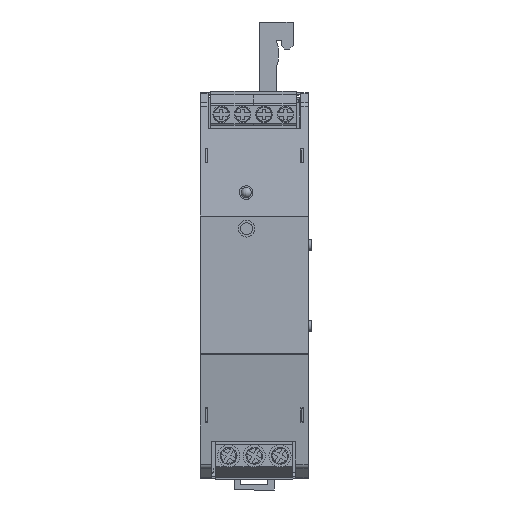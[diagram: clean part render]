
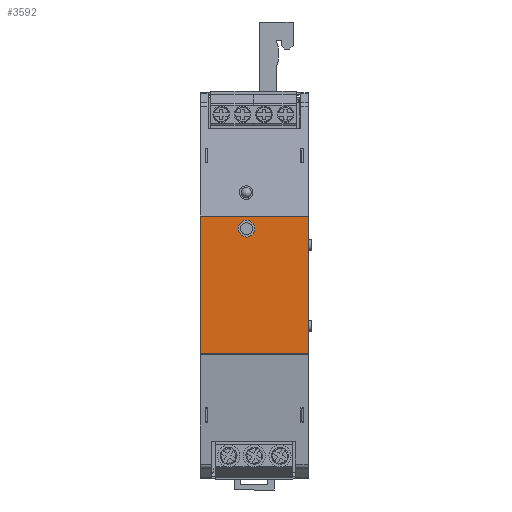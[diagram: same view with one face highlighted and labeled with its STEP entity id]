
A CAD part, front view. The second image highlights one B-rep face of the part: STEP entity #3592.
In plain terms, the highlighted planar face has unit normal (0, -1, 0).
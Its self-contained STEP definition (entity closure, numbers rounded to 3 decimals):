
#3592 = ADVANCED_FACE( '', ( #8420, #8421 ), #8422, .T. );
#8420 = FACE_OUTER_BOUND( '', #16979, .T. );
#8421 = FACE_BOUND( '', #16980, .T. );
#8422 = PLANE( '', #16981 );
#16979 = EDGE_LOOP( '', ( #29702, #29703, #29704, #29705 ) );
#16980 = EDGE_LOOP( '', ( #29706 ) );
#16981 = AXIS2_PLACEMENT_3D( '', #29707, #29708, #29709 );
#29702 = ORIENTED_EDGE( '', *, *, #44633, .F. );
#29703 = ORIENTED_EDGE( '', *, *, #40793, .F. );
#29704 = ORIENTED_EDGE( '', *, *, #44634, .T. );
#29705 = ORIENTED_EDGE( '', *, *, #41105, .T. );
#29706 = ORIENTED_EDGE( '', *, *, #42728, .F. );
#29707 = CARTESIAN_POINT( '', ( -22.5, -35.105, -20.39 ) );
#29708 = DIRECTION( '', ( 0., -1., 0. ) );
#29709 = DIRECTION( '', ( -1., 0., 0. ) );
#40793 = EDGE_CURVE( '', #48792, #48788, #48794, .T. );
#41105 = EDGE_CURVE( '', #49349, #49346, #49350, .T. );
#42728 = EDGE_CURVE( '', #52166, #52166, #52167, .T. );
#44633 = EDGE_CURVE( '', #48788, #49346, #55217, .T. );
#44634 = EDGE_CURVE( '', #48792, #49349, #55218, .T. );
#48788 = VERTEX_POINT( '', #59940 );
#48792 = VERTEX_POINT( '', #59945 );
#48794 = LINE( '', #59947, #59948 );
#49346 = VERTEX_POINT( '', #60832 );
#49349 = VERTEX_POINT( '', #60835 );
#49350 = LINE( '', #60836, #60837 );
#52166 = VERTEX_POINT( '', #65303 );
#52167 = CIRCLE( '', #65304, 2.5 );
#55217 = LINE( '', #69978, #69979 );
#55218 = LINE( '', #69980, #69981 );
#59940 = CARTESIAN_POINT( '', ( 9.5, -35.105, 20.322 ) );
#59945 = CARTESIAN_POINT( '', ( -22.5, -35.105, 20.322 ) );
#59947 = CARTESIAN_POINT( '', ( -22.5, -35.105, 20.322 ) );
#59948 = VECTOR( '', #76461, 1000. );
#60832 = CARTESIAN_POINT( '', ( 9.5, -35.105, -20.322 ) );
#60835 = CARTESIAN_POINT( '', ( -22.5, -35.105, -20.322 ) );
#60836 = CARTESIAN_POINT( '', ( -22.5, -35.105, -20.322 ) );
#60837 = VECTOR( '', #76753, 1000. );
#65303 = CARTESIAN_POINT( '', ( -6.3, -35.105, 16.816 ) );
#65304 = AXIS2_PLACEMENT_3D( '', #78252, #78253, #78254 );
#69978 = CARTESIAN_POINT( '', ( 9.5, -35.105, -20.39 ) );
#69979 = VECTOR( '', #79969, 1000. );
#69980 = CARTESIAN_POINT( '', ( -22.5, -35.105, -20.39 ) );
#69981 = VECTOR( '', #79970, 1000. );
#76461 = DIRECTION( '', ( 1., 0., 0. ) );
#76753 = DIRECTION( '', ( 1., 0., 0. ) );
#78252 = CARTESIAN_POINT( '', ( -8.8, -35.105, 16.816 ) );
#78253 = DIRECTION( '', ( 0., -1., 0. ) );
#78254 = DIRECTION( '', ( 1., 0., 0. ) );
#79969 = DIRECTION( '', ( 0., 0., -1. ) );
#79970 = DIRECTION( '', ( 0., 0., -1. ) );
